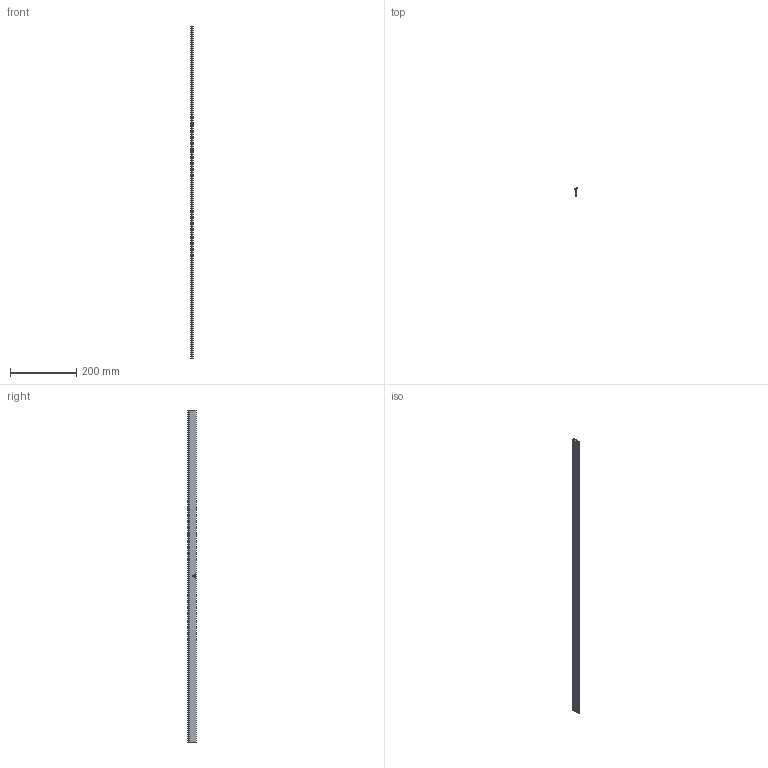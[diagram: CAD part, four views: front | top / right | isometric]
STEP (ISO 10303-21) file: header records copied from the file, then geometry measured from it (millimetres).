
FILE_DESCRIPTION (( 'STEP AP203' ), '1' );
FILE_NAME ('80502-GU-ADMK.step', '2022-06-30T06:15:52', ( '' ), ( '' ), 'SwSTEP 2.0', 'SolidWorks 2018', '' );
FILE_SCHEMA (( 'CONFIG_CONTROL_DESIGN' ));
Length unit declared in the file: millimetre
Products named in the file (1): 80502-GU-ADMK
Bounding box: 7.3 x 25.29 x 1000 mm (x, y, z)
Volume: 86500.7 mm3; surface area: 67546.6 mm2
Topology: 1 solids, 1 shells, 368 faces, 1005 edges, 670 vertices
Faces by surface type: plane 203, bspline 140, cylinder 25
Entity records: 18852 total; most frequent: CARTESIAN_POINT 10360, ORIENTED_EDGE 2010, DIRECTION 1233, EDGE_CURVE 1005, LINE 675, VECTOR 675, VERTEX_POINT 670, EDGE_LOOP 399
